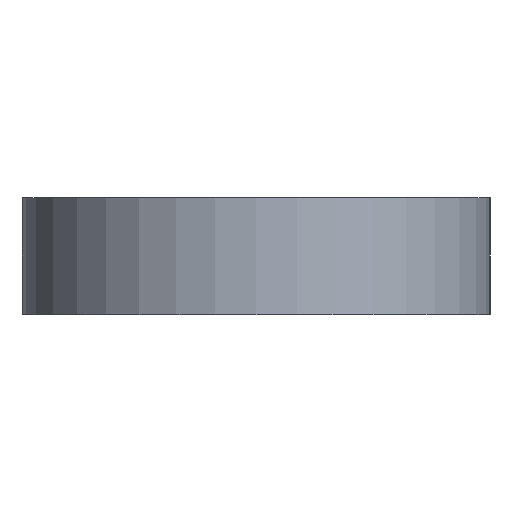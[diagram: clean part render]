
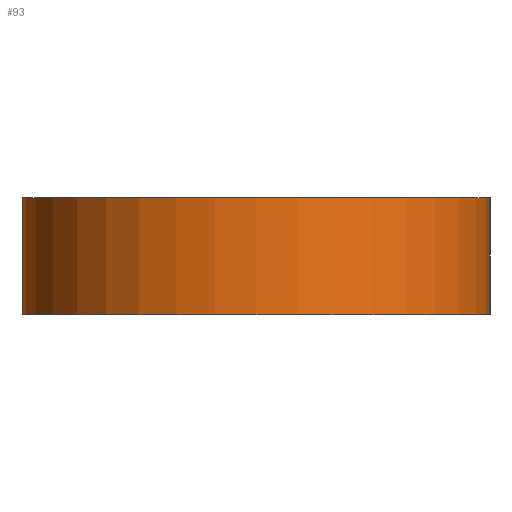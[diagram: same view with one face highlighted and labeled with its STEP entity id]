
A CAD part, left-side view. The second image highlights one B-rep face of the part: STEP entity #93.
In plain terms, the highlighted cylindrical face has radius 10 mm (diameter 20 mm), a partial arc.
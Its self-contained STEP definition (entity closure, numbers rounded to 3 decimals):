
#93=ADVANCED_FACE('',(#167),#169,.T.);
#167=FACE_BOUND('',#168,.T.);
#168=EDGE_LOOP('',(#208,#209,#210,#211));
#169=CYLINDRICAL_SURFACE('',#170,10.);
#170=AXIS2_PLACEMENT_3D('',#171,#172,#173);
#171=CARTESIAN_POINT('',(0.,0.,-2.5));
#172=DIRECTION('',(0.,0.,1.));
#173=DIRECTION('',(0.866,0.5,0.));
#208=ORIENTED_EDGE('',*,*,#221,.T.);
#209=ORIENTED_EDGE('',*,*,#233,.T.);
#210=ORIENTED_EDGE('',*,*,#228,.F.);
#211=ORIENTED_EDGE('',*,*,#234,.F.);
#221=EDGE_CURVE('',#239,#236,#240,.T.);
#228=EDGE_CURVE('',#251,#253,#254,.T.);
#233=EDGE_CURVE('',#236,#253,#261,.T.);
#234=EDGE_CURVE('',#239,#251,#262,.T.);
#236=VERTEX_POINT('',#264);
#239=VERTEX_POINT('',#269);
#240=CIRCLE('',#270,10.);
#251=VERTEX_POINT('',#298);
#253=VERTEX_POINT('',#302);
#254=CIRCLE('',#303,10.);
#261=LINE('',#323,#324);
#262=LINE('',#326,#327);
#264=CARTESIAN_POINT('',(8.66,-5.,-2.5));
#269=CARTESIAN_POINT('',(8.66,5.,-2.5));
#270=AXIS2_PLACEMENT_3D('',#271,#272,#273);
#271=CARTESIAN_POINT('',(0.,0.,-2.5));
#272=DIRECTION('',(0.,0.,1.));
#273=DIRECTION('',(0.866,0.5,0.));
#298=CARTESIAN_POINT('',(8.66,5.,2.5));
#302=CARTESIAN_POINT('',(8.66,-5.,2.5));
#303=AXIS2_PLACEMENT_3D('',#304,#305,#306);
#304=CARTESIAN_POINT('',(0.,0.,2.5));
#305=DIRECTION('',(0.,0.,1.));
#306=DIRECTION('',(0.866,0.5,0.));
#323=CARTESIAN_POINT('',(8.66,-5.,-2.5));
#324=VECTOR('',#325,1.);
#325=DIRECTION('',(0.,0.,1.));
#326=CARTESIAN_POINT('',(8.66,5.,-2.5));
#327=VECTOR('',#328,1.);
#328=DIRECTION('',(0.,0.,1.));
